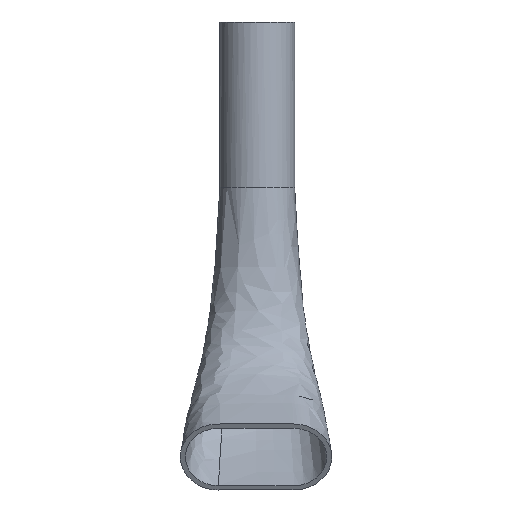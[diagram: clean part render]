
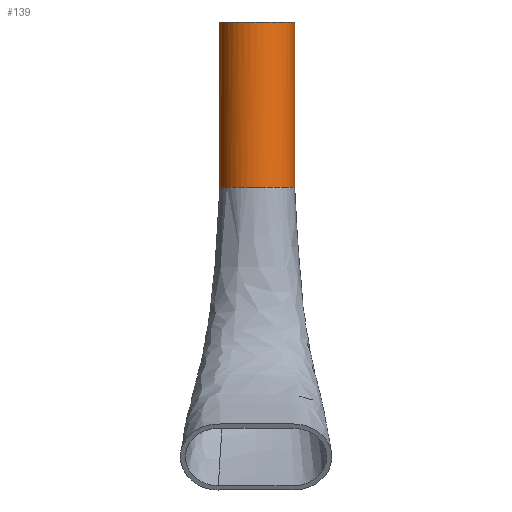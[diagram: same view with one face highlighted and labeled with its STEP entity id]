
A CAD part, front view. The second image highlights one B-rep face of the part: STEP entity #139.
In plain terms, the highlighted cylindrical face has radius 7.5 mm (diameter 15 mm), a full revolution.
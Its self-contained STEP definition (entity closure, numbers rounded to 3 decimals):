
#16=LINE('',#3605,#18);
#18=VECTOR('',#193,7.5);
#20=CYLINDRICAL_SURFACE('',#165,7.5);
#25=CIRCLE('',#157,7.5);
#27=CIRCLE('',#160,7.5);
#28=CIRCLE('',#161,7.5);
#29=CIRCLE('',#162,7.5);
#30=CIRCLE('',#163,7.5);
#41=FACE_OUTER_BOUND('',#52,.T.);
#52=EDGE_LOOP('',(#122,#123,#124,#125,#126,#127,#128));
#68=VERTEX_POINT('',#3199);
#71=VERTEX_POINT('',#3582);
#72=VERTEX_POINT('',#3583);
#73=VERTEX_POINT('',#3585);
#74=VERTEX_POINT('',#3587);
#83=EDGE_CURVE('',#68,#68,#25,.T.);
#86=EDGE_CURVE('',#71,#72,#27,.T.);
#87=EDGE_CURVE('',#72,#73,#28,.T.);
#88=EDGE_CURVE('',#73,#74,#29,.T.);
#89=EDGE_CURVE('',#74,#71,#30,.T.);
#92=EDGE_CURVE('',#73,#68,#16,.T.);
#122=ORIENTED_EDGE('',*,*,#87,.F.);
#123=ORIENTED_EDGE('',*,*,#86,.F.);
#124=ORIENTED_EDGE('',*,*,#89,.F.);
#125=ORIENTED_EDGE('',*,*,#88,.F.);
#126=ORIENTED_EDGE('',*,*,#92,.T.);
#127=ORIENTED_EDGE('',*,*,#83,.F.);
#128=ORIENTED_EDGE('',*,*,#92,.F.);
#139=ADVANCED_FACE('',(#41),#20,.T.);
#157=AXIS2_PLACEMENT_3D('',#3200,#174,#175);
#160=AXIS2_PLACEMENT_3D('',#3584,#180,#181);
#161=AXIS2_PLACEMENT_3D('',#3586,#182,#183);
#162=AXIS2_PLACEMENT_3D('',#3588,#184,#185);
#163=AXIS2_PLACEMENT_3D('',#3589,#186,#187);
#165=AXIS2_PLACEMENT_3D('',#3604,#191,#192);
#174=DIRECTION('center_axis',(0.,0.,
1.));
#175=DIRECTION('ref_axis',(-1.,0.,0.));
#180=DIRECTION('center_axis',(0.,0.,
-1.));
#181=DIRECTION('ref_axis',(-1.,0.,0.));
#182=DIRECTION('center_axis',(0.,0.,
-1.));
#183=DIRECTION('ref_axis',(-1.,0.,0.));
#184=DIRECTION('center_axis',(0.,0.,
-1.));
#185=DIRECTION('ref_axis',(-1.,0.,0.));
#186=DIRECTION('center_axis',(0.,0.,
-1.));
#187=DIRECTION('ref_axis',(-1.,0.,0.));
#191=DIRECTION('center_axis',(0.,0.,
-1.));
#192=DIRECTION('ref_axis',(-1.,0.,0.));
#193=DIRECTION('',(0.,0.,1.));
#3199=CARTESIAN_POINT('',(7.5,72.,-13.223));
#3200=CARTESIAN_POINT('Origin',(0.,72.,-13.223));
#3582=CARTESIAN_POINT('',(-5.467,77.134,-46.223));
#3583=CARTESIAN_POINT('',(6.245,76.153,-46.223));
#3584=CARTESIAN_POINT('Origin',(0.,72.,-46.223));
#3585=CARTESIAN_POINT('',(7.5,72.,-46.223));
#3586=CARTESIAN_POINT('Origin',(0.,72.,-46.223));
#3587=CARTESIAN_POINT('',(-6.458,75.814,-46.223));
#3588=CARTESIAN_POINT('Origin',(0.,72.,-46.223));
#3589=CARTESIAN_POINT('Origin',(0.,72.,-46.223));
#3604=CARTESIAN_POINT('Origin',(0.,72.,
-26.223));
#3605=CARTESIAN_POINT('',(7.5,72.,-26.223));
